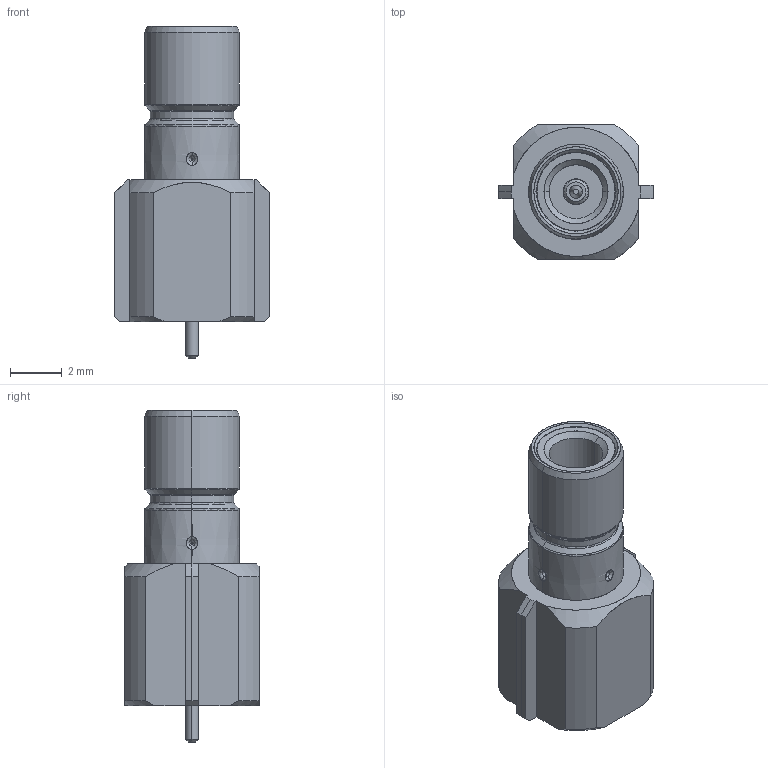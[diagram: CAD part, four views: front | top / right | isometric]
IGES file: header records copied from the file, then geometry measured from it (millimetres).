
Start section: SolidWorks IGES file using analytic representation for surfaces
Global section: file name: R114.423.810 A.IGS; native system: SolidWorks 2008; preprocessor: SolidWorks 2008; author: BERGER_C; date: 100920.164044; units: millimetre
Bounding box: 6 x 5.2 x 12.85 mm (x, y, z)
Surface area: 311.9 mm2 (no closed solid volume)
Topology: 0 solids, 0 shells, 117 faces, 1254 edges, 1254 vertices
Faces by surface type: revolution 73, bspline 44
